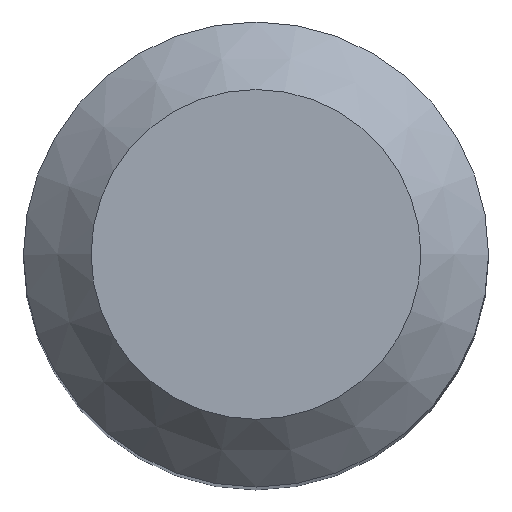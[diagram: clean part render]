
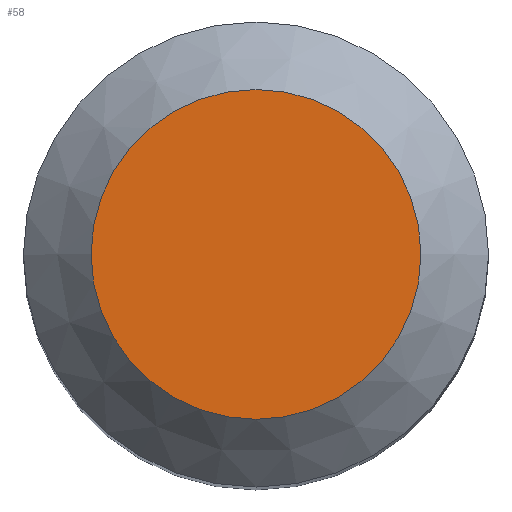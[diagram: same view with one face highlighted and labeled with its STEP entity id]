
A CAD part, top view. The second image highlights one B-rep face of the part: STEP entity #58.
In plain terms, the highlighted planar face has unit normal (0, 0, 1).
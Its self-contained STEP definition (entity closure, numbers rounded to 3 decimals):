
#43=PLANE('',#215);
#46=FACE_OUTER_BOUND('',#98,.T.);
#58=ADVANCED_FACE('',(#46),#43,.T.);
#98=EDGE_LOOP('',(#118));
#118=ORIENTED_EDGE('',*,*,#145,.F.);
#134=VERTEX_POINT('',#315);
#145=EDGE_CURVE('',#134,#134,#155,.T.);
#155=CIRCLE('',#214,4.255);
#214=AXIS2_PLACEMENT_3D('',#314,#255,#256);
#215=AXIS2_PLACEMENT_3D('',#316,#257,#258);
#255=DIRECTION('',(0.,0.,-1.));
#256=DIRECTION('',(-1.,0.,0.));
#257=DIRECTION('',(0.,0.,1.));
#258=DIRECTION('',(1.,0.,0.));
#314=CARTESIAN_POINT('',(0.,0.,0.));
#315=CARTESIAN_POINT('',(-4.255,0.,0.));
#316=CARTESIAN_POINT('',(-4.255,0.,0.));
